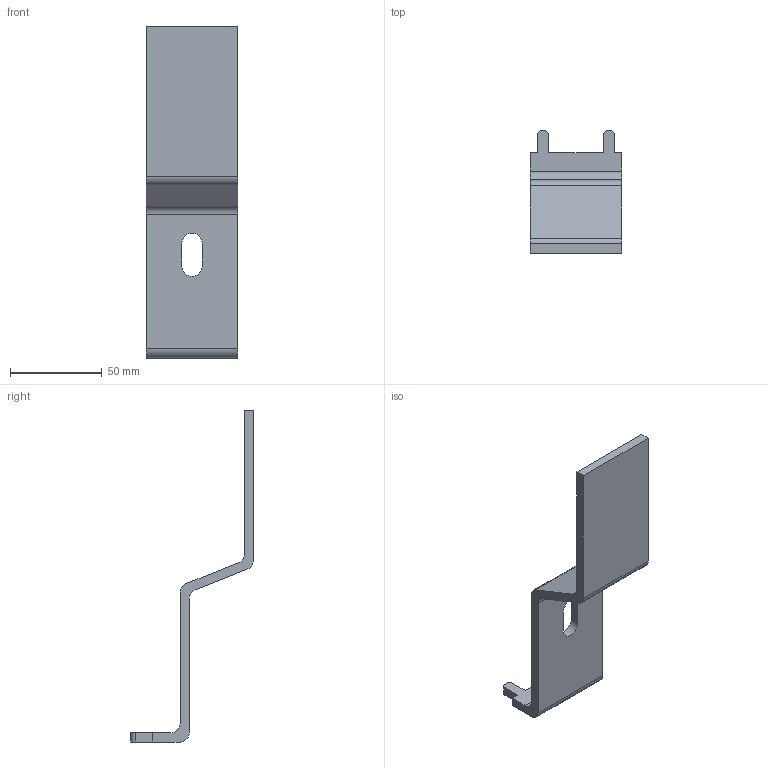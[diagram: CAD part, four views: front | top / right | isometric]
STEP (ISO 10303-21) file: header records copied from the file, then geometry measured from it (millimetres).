
FILE_DESCRIPTION(('CATIA V5 STEP Exchange'),'2;1');
FILE_NAME('caleur.stp','2023-08-29T16:48:50+00:00',('none'),('none'),'CATIA Version 5 Release 19 SP 2 (IN-10)','CATIA V5 STEP AP203','none');
FILE_SCHEMA(('CONFIG_CONTROL_DESIGN'));
Length unit declared in the file: millimetre
Products named in the file (1): caleur
Bounding box: 50 x 67 x 181 mm (x, y, z)
Volume: 54454.5 mm3; surface area: 24616.7 mm2
Topology: 1 solids, 1 shells, 35 faces, 99 edges, 66 vertices
Faces by surface type: plane 23, cylinder 12
Entity records: 1139 total; most frequent: ORIENTED_EDGE 198, CARTESIAN_POINT 197, DIRECTION 161, EDGE_CURVE 99, VECTOR 75, LINE 75, VERTEX_POINT 66, AXIS2_PLACEMENT_3D 56
